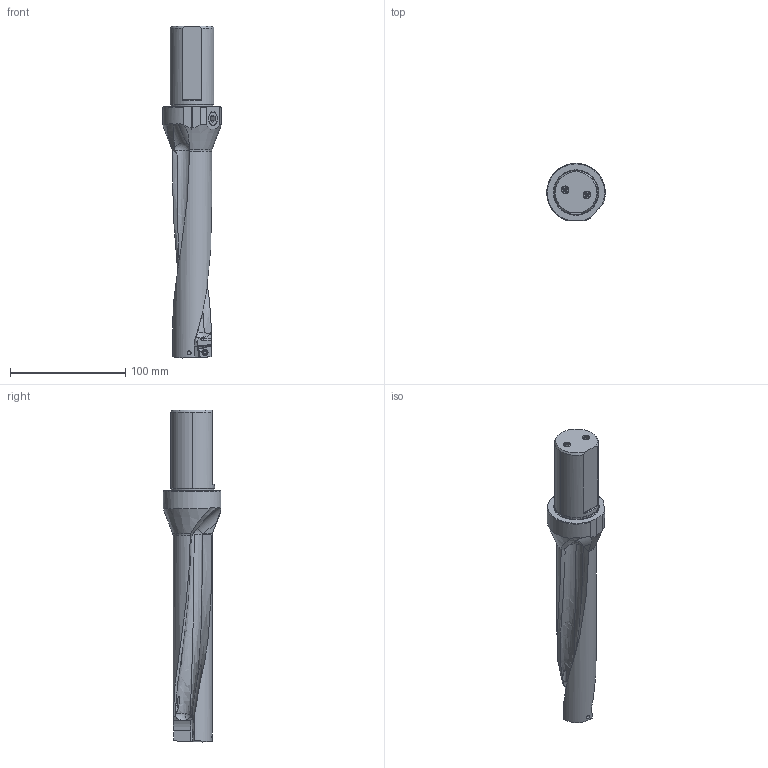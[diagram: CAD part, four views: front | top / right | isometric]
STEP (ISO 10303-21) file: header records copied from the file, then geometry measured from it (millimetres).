
FILE_DESCRIPTION(/* description */ (''),/* implementation_level */ '2;1');
FILE_NAME(/* name */ 'MVX1375X5C150.stp',/* time_stamp */ '2021-04-05T13:01:42+09:00',/* author */ (''),/* organization */ (''),/* preprocessor_version */ 'ST-DEVELOPER v16',/* originating_system */ 'SIEMENS PLM Software NX 10.0',/* authorisation */ '');
FILE_SCHEMA (('AUTOMOTIVE_DESIGN { 1 0 10303 214 3 1 1 1 }'));
Length unit declared in the file: millimetre
Products named in the file (1): MVX1375X5C150_ASM
Bounding box: 50.8 x 49.8 x 287.96 mm (x, y, z)
Volume: 209168.1 mm3; surface area: 49057.2 mm2
Topology: 6 solids, 6 shells, 317 faces, 887 edges, 571 vertices
Faces by surface type: cylinder 116, plane 95, cone 58, torus 21, sphere 17, bspline 8, extrusion 2
Entity records: 13833 total; most frequent: CARTESIAN_POINT 5612, ORIENTED_EDGE 1730, DIRECTION 1687, EDGE_CURVE 865, AXIS2_PLACEMENT_3D 683, VERTEX_POINT 566, EDGE_LOOP 335, VECTOR 321
